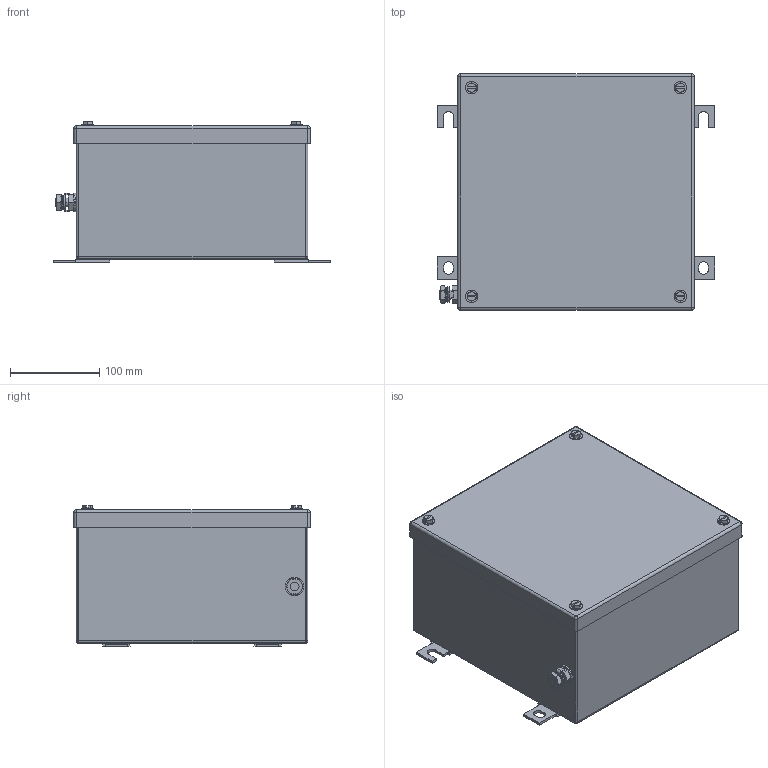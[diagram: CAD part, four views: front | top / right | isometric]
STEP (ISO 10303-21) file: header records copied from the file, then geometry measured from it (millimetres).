
FILE_DESCRIPTION(('CATIA V5 STEP Exchange','CAx-IF Rec.Pracs.--- Model Styling and Organization---1.4--- 2014-01-23'),'2;1');
FILE_NAME ('008609-4_2', '2019-09-24T10:07:33+00:00', ('none'), ('Weidmueller'), 'CATIA Version 5-6 Release 2016 SP3 HF44', 'CATIA V5 STEP AP214', 'none');
FILE_SCHEMA(('AUTOMOTIVE_DESIGN { 1 0 10303 214 1 1 1 1 }'));
Length unit declared in the file: millimetre
Products named in the file (1): Product5_AllCATPart
Bounding box: 311 x 265 x 158.5 mm (x, y, z)
Volume: 557837.3 mm3; surface area: 705404.3 mm2
Topology: 36 solids, 36 shells, 792 faces, 1848 edges, 1132 vertices
Faces by surface type: plane 292, cylinder 278, cone 176, torus 30, sphere 16
Entity records: 21481 total; most frequent: CARTESIAN_POINT 4648, ORIENTED_EDGE 3632, DIRECTION 2771, EDGE_CURVE 1816, AXIS2_PLACEMENT_3D 1320, VERTEX_POINT 1132, VECTOR 886, LINE 886
